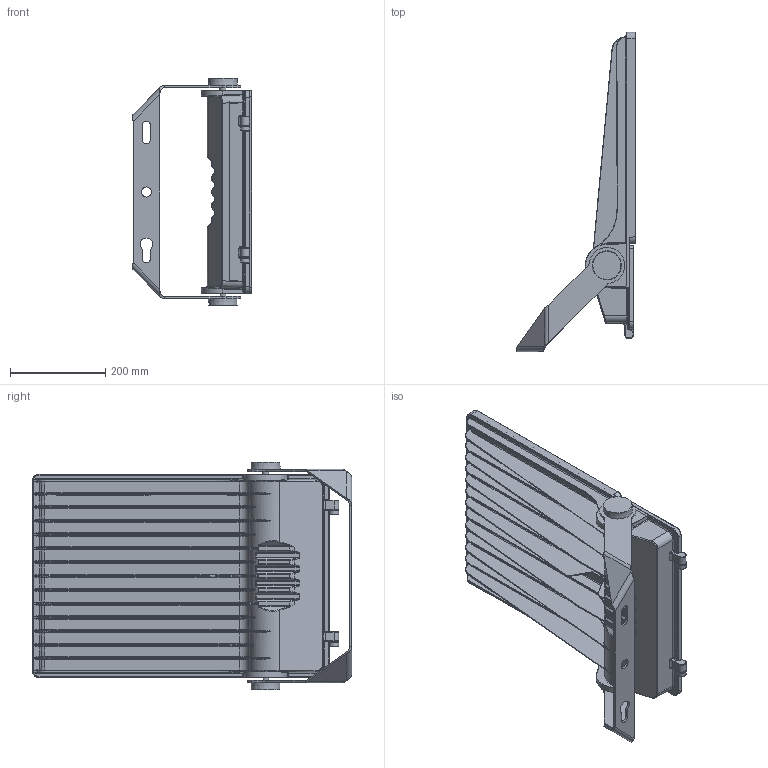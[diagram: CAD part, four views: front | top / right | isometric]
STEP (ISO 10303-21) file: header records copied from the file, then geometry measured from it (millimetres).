
FILE_DESCRIPTION (( 'STEP AP214' ), '1' );
FILE_NAME ('FL_FLEX_360W.STEP', '2024-09-25T07:21:45', ( '' ), ( '' ), 'SwSTEP 2.0', 'SolidWorks 2022', '' );
FILE_SCHEMA (( 'AUTOMOTIVE_DESIGN' ));
Length unit declared in the file: millimetre
Products named in the file (1): FL_FLEX_360W
Bounding box: 249.69 x 670.29 x 477.49 mm (x, y, z)
Volume: 4846129.8 mm3; surface area: 1657614.2 mm2
Topology: 8 solids, 8 shells, 1173 faces, 2961 edges, 1798 vertices
Faces by surface type: bspline 428, cylinder 422, plane 236, torus 44, cone 29, sphere 14
Full cylindrical faces by diameter (mm): 12.5 x2
Entity records: 81434 total; most frequent: CARTESIAN_POINT 44044, ORIENTED_EDGE 5860, DIRECTION 4074, EDGE_CURVE 2930, VERTEX_POINT 1796, AXIS2_PLACEMENT_3D 1492, EDGE_LOOP 1212, UNCERTAINTY_MEASURE_WITH_UNIT 1183
